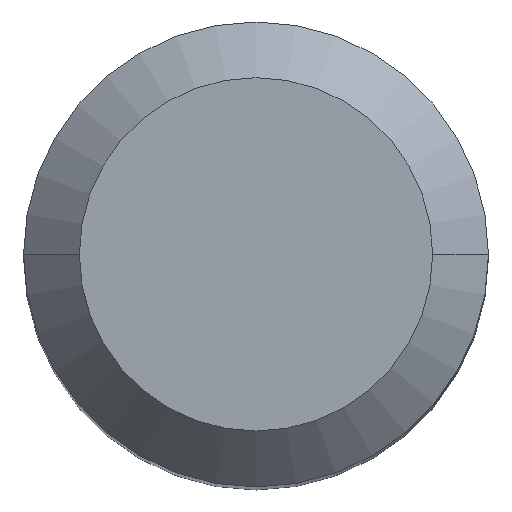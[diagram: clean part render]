
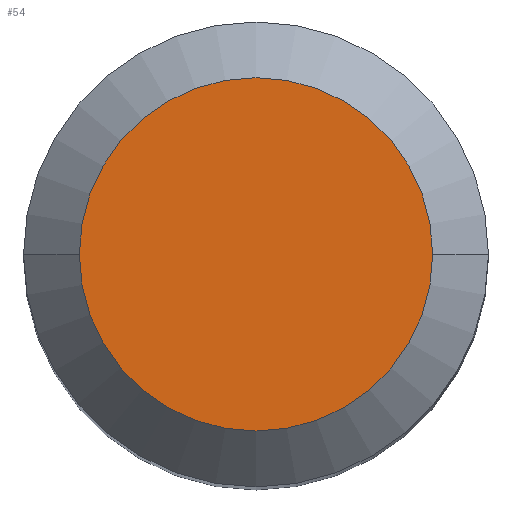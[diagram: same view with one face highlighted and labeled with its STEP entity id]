
A CAD part, top view. The second image highlights one B-rep face of the part: STEP entity #54.
In plain terms, the highlighted planar face has unit normal (0, 0, 1).
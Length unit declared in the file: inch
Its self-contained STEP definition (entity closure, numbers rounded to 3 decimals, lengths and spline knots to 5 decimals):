
#9 = ORIENTED_EDGE ( 'NONE', *, *, #754, .T. ) ;
#36 = CARTESIAN_POINT ( 'NONE',  ( 0., 0., 1.5 ) ) ;
#44 = DIRECTION ( 'NONE',  ( 0., 0., 1. ) ) ;
#51 = FACE_OUTER_BOUND ( 'NONE', #1002, .T. ) ;
#54 = ADVANCED_FACE ( 'NONE', ( #51 ), #684, .T. ) ;
#58 = DIRECTION ( 'NONE',  ( 0., 0., 1. ) ) ;
#209 = CARTESIAN_POINT ( 'NONE',  ( 0., 0., 1.5 ) ) ;
#281 = AXIS2_PLACEMENT_3D ( 'NONE', #209, #44, #535 ) ;
#408 = CIRCLE ( 'NONE', #452, 0.0475 ) ;
#416 = VERTEX_POINT ( 'NONE', #718 ) ;
#452 = AXIS2_PLACEMENT_3D ( 'NONE', #461, #58, #704 ) ;
#461 = CARTESIAN_POINT ( 'NONE',  ( 0., 0., 1.5 ) ) ;
#472 = AXIS2_PLACEMENT_3D ( 'NONE', #36, #940, #866 ) ;
#535 = DIRECTION ( 'NONE',  ( 1., 0., 0. ) ) ;
#684 = PLANE ( 'NONE',  #472 ) ;
#704 = DIRECTION ( 'NONE',  ( 1., 0., 0. ) ) ;
#718 = CARTESIAN_POINT ( 'NONE',  ( 0.0475, 0., 1.5 ) ) ;
#754 = EDGE_CURVE ( 'NONE', #416, #814, #890, .T. ) ;
#778 = EDGE_CURVE ( 'NONE', #814, #416, #408, .T. ) ;
#814 = VERTEX_POINT ( 'NONE', #1024 ) ;
#848 = ORIENTED_EDGE ( 'NONE', *, *, #778, .T. ) ;
#866 = DIRECTION ( 'NONE',  ( 1., 0., 0. ) ) ;
#890 = CIRCLE ( 'NONE', #281, 0.0475 ) ;
#940 = DIRECTION ( 'NONE',  ( 0., 0., 1. ) ) ;
#1002 = EDGE_LOOP ( 'NONE', ( #848, #9 ) ) ;
#1024 = CARTESIAN_POINT ( 'NONE',  ( -0.0475, 0., 1.5 ) ) ;
